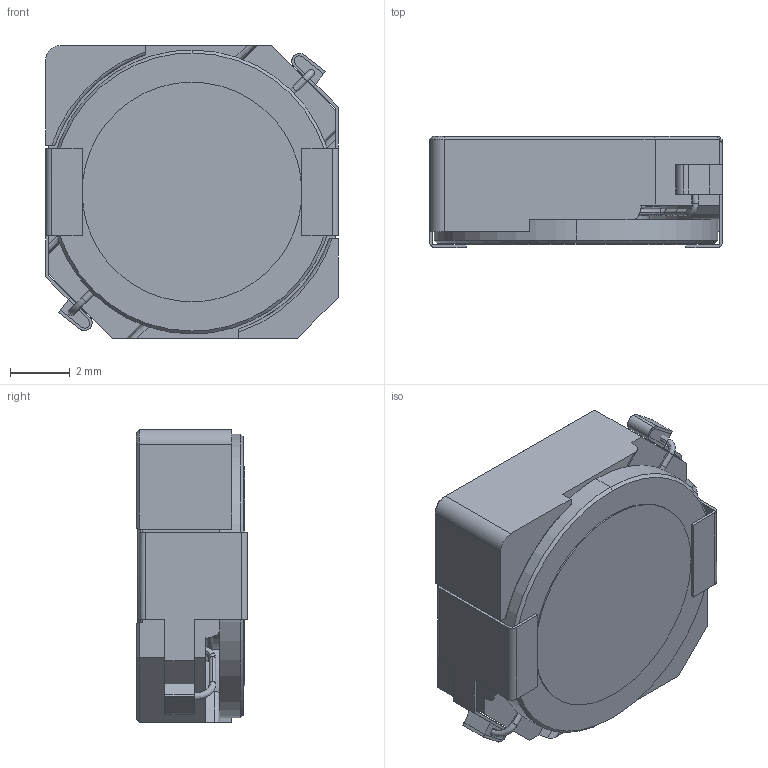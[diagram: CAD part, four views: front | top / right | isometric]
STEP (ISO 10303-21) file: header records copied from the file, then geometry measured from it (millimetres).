
FILE_DESCRIPTION(('FreeCAD Model'),'2;1');
FILE_NAME('Open CASCADE Shape Model','2025-04-29T06:48:06',('FreeCAD'),( 'FreeCAD'),'Open CASCADE STEP processor 7.6','FreeCAD','Unknown');
FILE_SCHEMA(('AUTOMOTIVE_DESIGN { 1 0 10303 214 1 1 1 1 }'));
Length unit declared in the file: millimetre
Products named in the file (1): Open CASCADE STEP translator 7.6 1
Bounding box: 9.8 x 3.72 x 9.8 mm (x, y, z)
Volume: 243 mm3; surface area: 696.5 mm2
Topology: 10 solids, 10 shells, 262 faces, 665 edges, 424 vertices
Faces by surface type: bspline 262
Entity records: 15768 total; most frequent: CARTESIAN_POINT 11816, ORIENTED_EDGE 1330, EDGE_CURVE 665, B_SPLINE_CURVE_WITH_KNOTS 521, VERTEX_POINT 424, FACE_BOUND 267, EDGE_LOOP 267, ADVANCED_FACE 262
